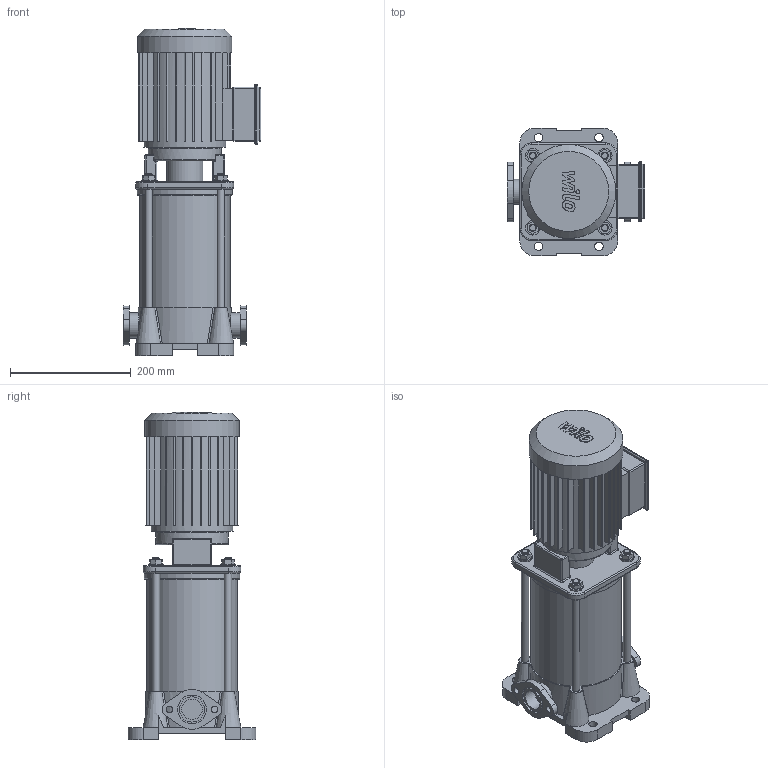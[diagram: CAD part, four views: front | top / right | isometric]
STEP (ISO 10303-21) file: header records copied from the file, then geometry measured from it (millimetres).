
FILE_DESCRIPTION(/* description */ (''),/* implementation_level */ '2;1');
FILE_NAME(/* name */ '3d_MVIL109-16_E_3-400-50-2_IE3-4211057.stp',/* time_stamp */ '2017-01-31T19:19:34+01:00',/* author */ ('Łukasz'),/* organization */ (''),/* preprocessor_version */ 'ST-DEVELOPER v16.1',/* originating_system */ 'AutoCAD Mechanical',/* authorisation */ '');
FILE_SCHEMA (('AUTOMOTIVE_DESIGN { 1 0 10303 214 3 1 1 }'));
Length unit declared in the file: millimetre
Products named in the file (1): Product
Bounding box: 228 x 212 x 542.2 mm (x, y, z)
Volume: 9888351 mm3; surface area: 635259 mm2
Topology: 14 solids, 14 shells, 499 faces, 1236 edges, 768 vertices
Faces by surface type: plane 254, cylinder 154, bspline 38, torus 23, sphere 20, cone 10
Full cylindrical faces by diameter (mm): 11 x4, 12 x8, 14 x4, 24 x4, 33.7 x4, 41.7 x4, 47.7 x2, 60 x1, 121 x1, 136 x1, 150 x1, 156 x1, 158 x1
Entity records: 15851 total; most frequent: CARTESIAN_POINT 4227, DIRECTION 2387, ORIENTED_EDGE 2342, EDGE_CURVE 1171, AXIS2_PLACEMENT_3D 864, VERTEX_POINT 766, LINE 659, VECTOR 659
